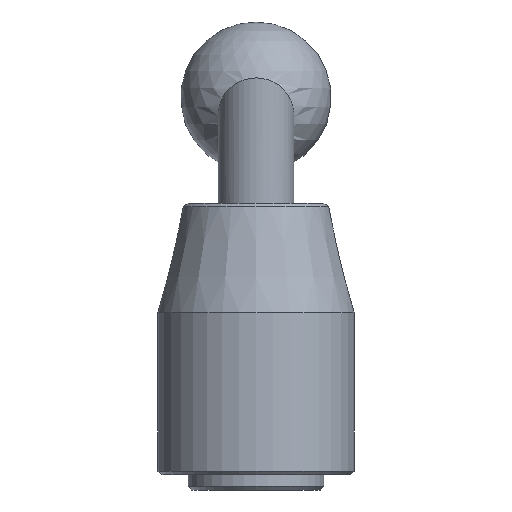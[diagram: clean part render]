
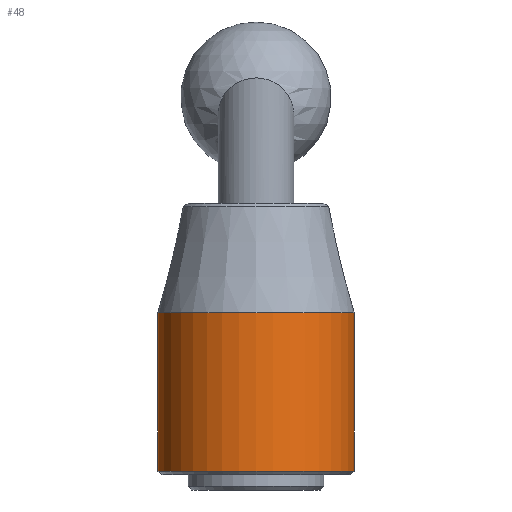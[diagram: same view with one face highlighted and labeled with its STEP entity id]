
A CAD part, left-side view. The second image highlights one B-rep face of the part: STEP entity #48.
In plain terms, the highlighted cylindrical face has radius 13 mm (diameter 26 mm), a full revolution.
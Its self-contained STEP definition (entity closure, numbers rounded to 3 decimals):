
#48 = ADVANCED_FACE( '', ( #102, #103 ), #104, .T. );
#102 = FACE_OUTER_BOUND( '', #164, .T. );
#103 = FACE_OUTER_BOUND( '', #165, .T. );
#104 = CYLINDRICAL_SURFACE( '', #166, 13. );
#164 = EDGE_LOOP( '', ( #230 ) );
#165 = EDGE_LOOP( '', ( #231 ) );
#166 = AXIS2_PLACEMENT_3D( '', #232, #233, #234 );
#230 = ORIENTED_EDGE( '', *, *, #296, .T. );
#231 = ORIENTED_EDGE( '', *, *, #297, .F. );
#232 = CARTESIAN_POINT( '', ( 0., 0., 57.15 ) );
#233 = DIRECTION( '', ( 0., 0., -1. ) );
#234 = DIRECTION( '', ( 1., 0., 0. ) );
#296 = EDGE_CURVE( '', #331, #331, #332, .T. );
#297 = EDGE_CURVE( '', #333, #333, #334, .T. );
#331 = VERTEX_POINT( '', #521 );
#332 = CIRCLE( '', #522, 13. );
#333 = VERTEX_POINT( '', #523 );
#334 = CIRCLE( '', #524, 13. );
#521 = CARTESIAN_POINT( '', ( 13., 0., 2.5 ) );
#522 = AXIS2_PLACEMENT_3D( '', #556, #557, #558 );
#523 = CARTESIAN_POINT( '', ( 13., 0., 23.5 ) );
#524 = AXIS2_PLACEMENT_3D( '', #559, #560, #561 );
#556 = CARTESIAN_POINT( '', ( 0., 0., 2.5 ) );
#557 = DIRECTION( '', ( 0., 0., 1. ) );
#558 = DIRECTION( '', ( 1., 0., 0. ) );
#559 = CARTESIAN_POINT( '', ( 0., 0., 23.5 ) );
#560 = DIRECTION( '', ( 0., 0., 1. ) );
#561 = DIRECTION( '', ( 1., 0., 0. ) );
